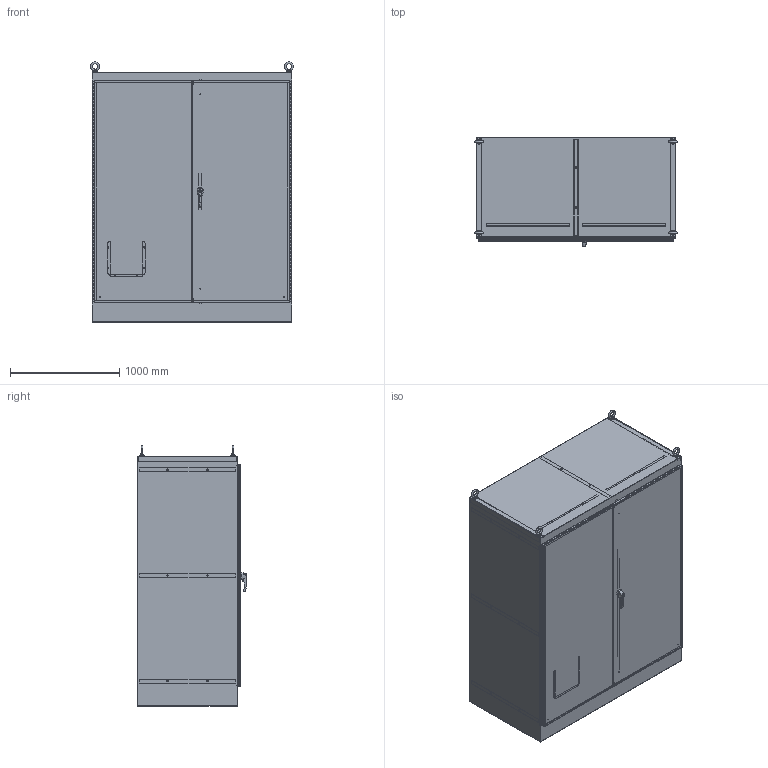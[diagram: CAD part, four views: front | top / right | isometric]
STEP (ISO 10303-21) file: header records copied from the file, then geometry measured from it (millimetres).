
FILE_DESCRIPTION (( 'STEP AP214' ), '1' );
FILE_NAME ('1418BY36.STEP', '2019-10-19T13:27:59', ( '' ), ( '' ), 'SwSTEP 2.0', 'SolidWorks 2019', '' );
FILE_SCHEMA (( 'AUTOMOTIVE_DESIGN' ));
Length unit declared in the file: inch
Products named in the file (1): 1418BY36
Bounding box: 1857.09 x 999.16 x 2380.21 mm (x, y, z)
Volume: 45928149.4 mm3; surface area: 37089354.4 mm2
Topology: 80 solids, 80 shells, 3370 faces, 9101 edges, 5903 vertices
Faces by surface type: plane 1915, cylinder 1280, bspline 90, cone 69, torus 16
Full cylindrical faces by diameter (mm): 2.54 x2, 4.394 x1, 5.893 x1, 5.918 x1, 6.35 x8, 6.528 x4, 7.112 x4, 7.137 x8, 7.722 x28, 7.805 x1, 7.95 x2, 8.128 x1, 8.255 x1, 8.89 x1, 9.398 x2, 9.525 x1, 9.906 x4, 10.49 x2, 11.125 x1, 11.176 x2, 12.7 x16, 13.335 x1, 13.376 x4, 15.24 x1, 15.875 x6, 16.002 x4, 16.891 x1, 17.45 x4, 17.78 x1, 18.75 x4
Entity records: 167091 total; most frequent: CARTESIAN_POINT 38901, ORIENTED_EDGE 17808, DIRECTION 17549, EDGE_CURVE 8904, VERTEX_POINT 5893, AXIS2_PLACEMENT_3D 5851, VECTOR 5847, LINE 5847
